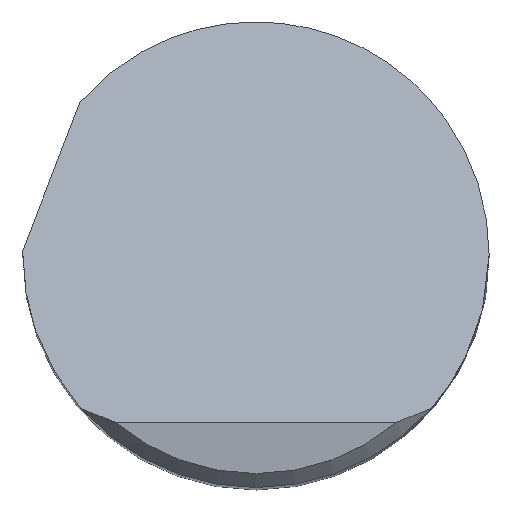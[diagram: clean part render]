
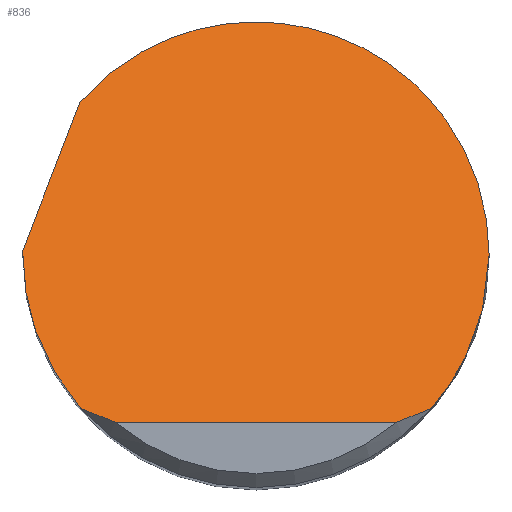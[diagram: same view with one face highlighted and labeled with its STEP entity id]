
A CAD part, top view. The second image highlights one B-rep face of the part: STEP entity #836.
In plain terms, the highlighted planar face has unit normal (0, 0.707, 0.707).
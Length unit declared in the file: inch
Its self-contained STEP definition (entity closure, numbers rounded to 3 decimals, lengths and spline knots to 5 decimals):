
#2 = ORIENTED_EDGE ( 'NONE', *, *, #409, .T. ) ;
#33 = CARTESIAN_POINT ( 'NONE',  ( 0., -0.18, 3. ) ) ;
#38 = CARTESIAN_POINT ( 'NONE',  ( 0.18782, -0.165, 2.985 ) ) ;
#44 = VERTEX_POINT ( 'NONE', #215 ) ;
#51 = CARTESIAN_POINT ( 'NONE',  ( -0.18782, -0.165, 2.985 ) ) ;
#52 =( BOUNDED_CURVE ( )  B_SPLINE_CURVE ( 3, ( #630, #84, #623, #559 ),
 .UNSPECIFIED., .F., .F. ) 
 B_SPLINE_CURVE_WITH_KNOTS ( ( 4, 4 ),
 ( 1.5708, 2.29162 ),
 .UNSPECIFIED. ) 
 CURVE ( )  GEOMETRIC_REPRESENTATION_ITEM ( )  RATIONAL_B_SPLINE_CURVE ( ( 1., 0.957, 0.957, 1. ) ) 
 REPRESENTATION_ITEM ( '' )  );
#65 = CARTESIAN_POINT ( 'NONE',  ( -0.15108, -0.18, 3. ) ) ;
#84 = CARTESIAN_POINT ( 'NONE',  ( 0.25, -0.06141, 2.88141 ) ) ;
#85 = CARTESIAN_POINT ( 'NONE',  ( -0.31638, -0.1672, 2.9872 ) ) ;
#96 = DIRECTION ( 'NONE',  ( 0.263, 0.682, -0.682 ) ) ;
#102 = B_SPLINE_CURVE_WITH_KNOTS ( 'NONE', 3,
 ( #189, #454, #392, #65 ),
 .UNSPECIFIED., .F., .F.,
 ( 4, 4 ),
 ( 0., 0.00108 ),
 .UNSPECIFIED. ) ;
#106 = CARTESIAN_POINT ( 'NONE',  ( 0.25, 0., 2.82 ) ) ;
#112 = DIRECTION ( 'NONE',  ( 0., 0.707, -0.707 ) ) ;
#123 = CARTESIAN_POINT ( 'NONE',  ( -0.25, -0.18, 3. ) ) ;
#131 = ORIENTED_EDGE ( 'NONE', *, *, #535, .T. ) ;
#147 = ORIENTED_EDGE ( 'NONE', *, *, #369, .F. ) ;
#153 = EDGE_CURVE ( 'NONE', #833, #803, #488, .T. ) ;
#156 = CARTESIAN_POINT ( 'NONE',  ( -0.25, 0., 2.82 ) ) ;
#189 = CARTESIAN_POINT ( 'NONE',  ( -0.18782, -0.165, 2.985 ) ) ;
#214 = CARTESIAN_POINT ( 'NONE',  ( -0.25, 0.00167, 2.81833 ) ) ;
#215 = CARTESIAN_POINT ( 'NONE',  ( -0.25, 0., 2.82 ) ) ;
#238 = VECTOR ( 'NONE', #96, 39.37008 ) ;
#241 = CARTESIAN_POINT ( 'NONE',  ( -0.15108, -0.18, 3. ) ) ;
#244 = EDGE_CURVE ( 'NONE', #416, #258, #52, .T. ) ;
#258 = VERTEX_POINT ( 'NONE', #573 ) ;
#267 = B_SPLINE_CURVE_WITH_KNOTS ( 'NONE', 3,
 ( #439, #500, #859, #38 ),
 .UNSPECIFIED., .F., .F.,
 ( 4, 4 ),
 ( 0., 0.00108 ),
 .UNSPECIFIED. ) ;
#274 = CARTESIAN_POINT ( 'NONE',  ( -0.18855, 0.16416, 2.65584 ) ) ;
#282 = LINE ( 'NONE', #85, #238 ) ;
#303 = CARTESIAN_POINT ( 'NONE',  ( -0.25, 0., 2.82 ) ) ;
#331 = CARTESIAN_POINT ( 'NONE',  ( 0.25, 0., 2.82 ) ) ;
#359 = EDGE_CURVE ( 'NONE', #474, #44, #540, .T. ) ;
#367 = CARTESIAN_POINT ( 'NONE',  ( -0.25, -0.06141, 2.88141 ) ) ;
#369 = EDGE_CURVE ( 'NONE', #684, #612, #282, .T. ) ;
#385 =( BOUNDED_CURVE ( )  B_SPLINE_CURVE ( 3, ( #274, #610, #872, #331 ),
 .UNSPECIFIED., .F., .F. ) 
 B_SPLINE_CURVE_WITH_KNOTS ( ( 4, 4 ),
 ( 5.42872, 7.85398 ),
 .UNSPECIFIED. ) 
 CURVE ( )  GEOMETRIC_REPRESENTATION_ITEM ( )  RATIONAL_B_SPLINE_CURVE ( ( 1., 0.567, 0.567, 1. ) ) 
 REPRESENTATION_ITEM ( '' )  );
#392 = CARTESIAN_POINT ( 'NONE',  ( -0.16367, -0.17542, 2.99542 ) ) ;
#409 = EDGE_CURVE ( 'NONE', #803, #258, #267, .T. ) ;
#411 = ORIENTED_EDGE ( 'NONE', *, *, #567, .F. ) ;
#416 = VERTEX_POINT ( 'NONE', #106 ) ;
#427 = CARTESIAN_POINT ( 'NONE',  ( -0.24998, 0.00333, 2.81667 ) ) ;
#439 = CARTESIAN_POINT ( 'NONE',  ( 0.15108, -0.18, 3. ) ) ;
#454 = CARTESIAN_POINT ( 'NONE',  ( -0.17589, -0.1704, 2.9904 ) ) ;
#474 = VERTEX_POINT ( 'NONE', #51 ) ;
#488 = LINE ( 'NONE', #33, #704 ) ;
#500 = CARTESIAN_POINT ( 'NONE',  ( 0.16367, -0.17542, 2.99542 ) ) ;
#524 = FACE_OUTER_BOUND ( 'NONE', #737, .T. ) ;
#535 = EDGE_CURVE ( 'NONE', #474, #833, #102, .T. ) ;
#540 =( BOUNDED_CURVE ( )  B_SPLINE_CURVE ( 3, ( #613, #778, #367, #156 ),
 .UNSPECIFIED., .F., .F. ) 
 B_SPLINE_CURVE_WITH_KNOTS ( ( 4, 4 ),
 ( 3.99157, 4.71239 ),
 .UNSPECIFIED. ) 
 CURVE ( )  GEOMETRIC_REPRESENTATION_ITEM ( )  RATIONAL_B_SPLINE_CURVE ( ( 1., 0.957, 0.957, 1. ) ) 
 REPRESENTATION_ITEM ( '' )  );
#545 = DIRECTION ( 'NONE',  ( 1., 0., 0. ) ) ;
#559 = CARTESIAN_POINT ( 'NONE',  ( 0.18782, -0.165, 2.985 ) ) ;
#567 = EDGE_CURVE ( 'NONE', #612, #416, #385, .T. ) ;
#573 = CARTESIAN_POINT ( 'NONE',  ( 0.18782, -0.165, 2.985 ) ) ;
#582 = AXIS2_PLACEMENT_3D ( 'NONE', #123, #729, #112 ) ;
#596 = CARTESIAN_POINT ( 'NONE',  ( -0.18855, 0.16416, 2.65584 ) ) ;
#610 = CARTESIAN_POINT ( 'NONE',  ( -0.0078, 0.37177, 2.44823 ) ) ;
#612 = VERTEX_POINT ( 'NONE', #596 ) ;
#613 = CARTESIAN_POINT ( 'NONE',  ( -0.18782, -0.165, 2.985 ) ) ;
#620 = CARTESIAN_POINT ( 'NONE',  ( -0.24995, 0.005, 2.815 ) ) ;
#623 = CARTESIAN_POINT ( 'NONE',  ( 0.22834, -0.11887, 2.93887 ) ) ;
#630 = CARTESIAN_POINT ( 'NONE',  ( 0.25, 0., 2.82 ) ) ;
#645 = EDGE_CURVE ( 'NONE', #44, #684, #790, .T. ) ;
#655 = PLANE ( 'NONE',  #582 ) ;
#671 = ORIENTED_EDGE ( 'NONE', *, *, #244, .F. ) ;
#684 = VERTEX_POINT ( 'NONE', #620 ) ;
#700 = CARTESIAN_POINT ( 'NONE',  ( -0.24995, 0.005, 2.815 ) ) ;
#704 = VECTOR ( 'NONE', #545, 39.37008 ) ;
#729 = DIRECTION ( 'NONE',  ( 0., -0.707, -0.707 ) ) ;
#737 = EDGE_LOOP ( 'NONE', ( #751, #2, #671, #411, #147, #783, #880, #131 ) ) ;
#740 = CARTESIAN_POINT ( 'NONE',  ( 0.15108, -0.18, 3. ) ) ;
#751 = ORIENTED_EDGE ( 'NONE', *, *, #153, .T. ) ;
#778 = CARTESIAN_POINT ( 'NONE',  ( -0.22834, -0.11887, 2.93887 ) ) ;
#783 = ORIENTED_EDGE ( 'NONE', *, *, #645, .F. ) ;
#790 =( BOUNDED_CURVE ( )  B_SPLINE_CURVE ( 3, ( #303, #214, #427, #700 ),
 .UNSPECIFIED., .F., .F. ) 
 B_SPLINE_CURVE_WITH_KNOTS ( ( 4, 4 ),
 ( 4.71239, 4.73239 ),
 .UNSPECIFIED. ) 
 CURVE ( )  GEOMETRIC_REPRESENTATION_ITEM ( )  RATIONAL_B_SPLINE_CURVE ( ( 1., 1., 1., 1. ) ) 
 REPRESENTATION_ITEM ( '' )  );
#803 = VERTEX_POINT ( 'NONE', #740 ) ;
#833 = VERTEX_POINT ( 'NONE', #241 ) ;
#836 = ADVANCED_FACE ( 'NONE', ( #524 ), #655, .F. ) ;
#859 = CARTESIAN_POINT ( 'NONE',  ( 0.17589, -0.1704, 2.9904 ) ) ;
#872 = CARTESIAN_POINT ( 'NONE',  ( 0.25, 0.27527, 2.54473 ) ) ;
#880 = ORIENTED_EDGE ( 'NONE', *, *, #359, .F. ) ;
